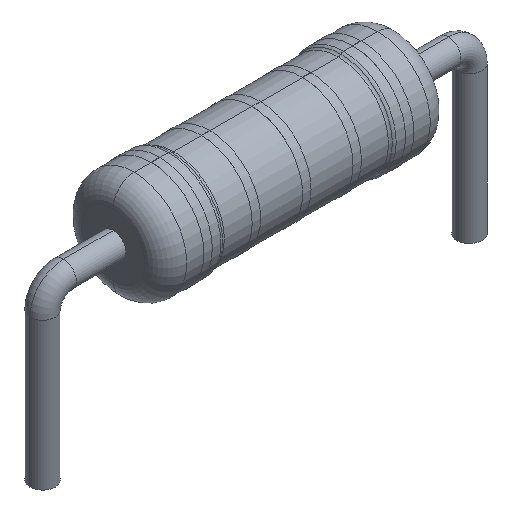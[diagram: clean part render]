
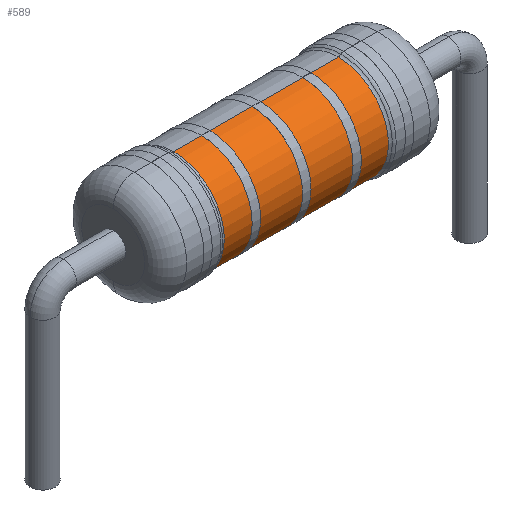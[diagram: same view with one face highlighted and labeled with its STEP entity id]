
A CAD part, isometric view. The second image highlights one B-rep face of the part: STEP entity #589.
In plain terms, the highlighted cylindrical face has radius 1.2 mm (diameter 2.4 mm), a partial arc.
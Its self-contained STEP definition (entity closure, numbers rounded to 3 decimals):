
#1 = VERTEX_POINT ( 'NONE', #700 ) ;
#2 = VERTEX_POINT ( 'NONE', #699 ) ;
#3 = EDGE_CURVE ( 'NONE', #2, #1, #697, .T. ) ;
#268 = VERTEX_POINT ( 'NONE', #453 ) ;
#270 = EDGE_CURVE ( 'NONE', #271, #268, #452, .T. ) ;
#271 = VERTEX_POINT ( 'NONE', #447 ) ;
#447 = CARTESIAN_POINT ( 'NONE',  ( 1.954, 0., 0.8 ) ) ;
#448 = DIRECTION ( 'NONE',  ( 0., 0., -1. ) ) ;
#449 = DIRECTION ( 'NONE',  ( -1., 0., 0. ) ) ;
#450 = CARTESIAN_POINT ( 'NONE',  ( 1.954, 0., 2. ) ) ;
#451 = AXIS2_PLACEMENT_3D ( 'NONE', #450, #449, #448 ) ;
#452 = CIRCLE ( 'NONE', #451, 1.2 ) ;
#453 = CARTESIAN_POINT ( 'NONE',  ( 1.954, 0., 3.2 ) ) ;
#550 = EDGE_CURVE ( 'NONE', #2, #268, #1515, .T. ) ;
#554 = EDGE_CURVE ( 'NONE', #1, #271, #1563, .T. ) ;
#589 = ADVANCED_FACE ( 'NONE', ( #1632 ), #1675, .T. ) ;
#590 = EDGE_LOOP ( 'NONE', ( #591, #592, #593, #644 ) ) ;
#591 = ORIENTED_EDGE ( 'NONE', *, *, #550, .F. ) ;
#592 = ORIENTED_EDGE ( 'NONE', *, *, #3, .T. ) ;
#593 = ORIENTED_EDGE ( 'NONE', *, *, #554, .T. ) ;
#644 = ORIENTED_EDGE ( 'NONE', *, *, #270, .T. ) ;
#693 = DIRECTION ( 'NONE',  ( 0., 0., -1. ) ) ;
#694 = DIRECTION ( 'NONE',  ( 1., 0., 0. ) ) ;
#695 = CARTESIAN_POINT ( 'NONE',  ( -1.954, 0., 2. ) ) ;
#696 = AXIS2_PLACEMENT_3D ( 'NONE', #695, #694, #693 ) ;
#697 = CIRCLE ( 'NONE', #696, 1.2 ) ;
#699 = CARTESIAN_POINT ( 'NONE',  ( -1.954, 0., 3.2 ) ) ;
#700 = CARTESIAN_POINT ( 'NONE',  ( -1.954, 0., 0.8 ) ) ;
#1512 = DIRECTION ( 'NONE',  ( 1., 0., 0. ) ) ;
#1513 = VECTOR ( 'NONE', #1512, 1000. ) ;
#1514 = CARTESIAN_POINT ( 'NONE',  ( -2., 0., 3.2 ) ) ;
#1515 = LINE ( 'NONE', #1514, #1513 ) ;
#1560 = DIRECTION ( 'NONE',  ( 1., 0., 0. ) ) ;
#1561 = VECTOR ( 'NONE', #1560, 1000. ) ;
#1562 = CARTESIAN_POINT ( 'NONE',  ( -2., 0., 0.8 ) ) ;
#1563 = LINE ( 'NONE', #1562, #1561 ) ;
#1632 = FACE_OUTER_BOUND ( 'NONE', #590, .T. ) ;
#1672 = DIRECTION ( 'NONE',  ( 0., 0., -1. ) ) ;
#1673 = DIRECTION ( 'NONE',  ( 1., 0., 0. ) ) ;
#1674 = AXIS2_PLACEMENT_3D ( 'NONE', #1677, #1673, #1672 ) ;
#1675 = CYLINDRICAL_SURFACE ( 'NONE', #1674, 1.2 ) ;
#1677 = CARTESIAN_POINT ( 'NONE',  ( -2., 0., 2. ) ) ;
